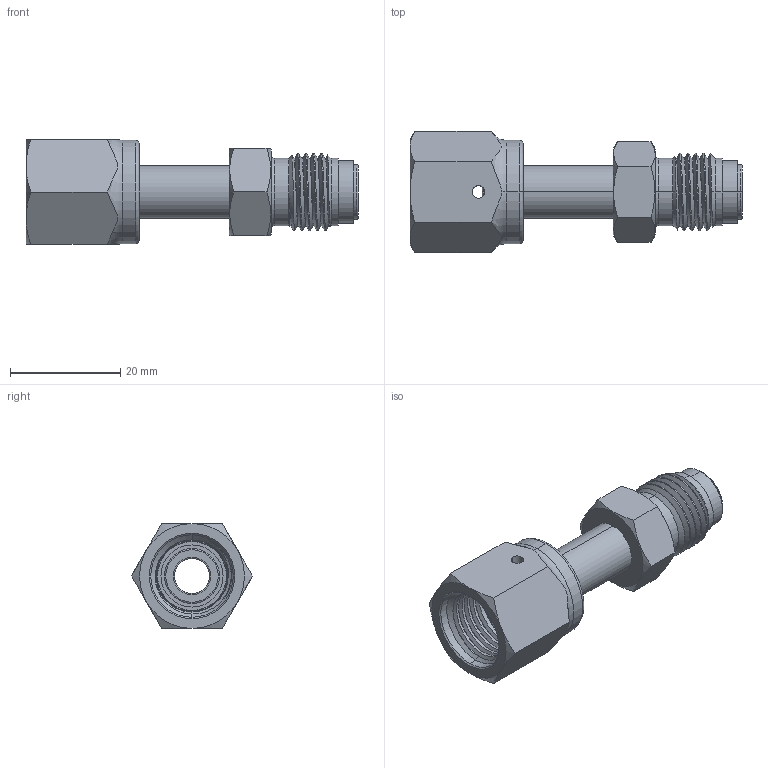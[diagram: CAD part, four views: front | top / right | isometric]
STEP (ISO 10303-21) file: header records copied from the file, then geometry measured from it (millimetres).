
FILE_DESCRIPTION (( 'STEP AP203' ), '1' );
FILE_NAME ('AD-44SS-MFSFFS.STEP', '2025-11-13T15:40:31', ( '' ), ( '' ), 'SwSTEP 2.0', 'SolidWorks 2018', '' );
FILE_SCHEMA (( 'CONFIG_CONTROL_DESIGN' ));
Length unit declared in the file: inch
Products named in the file (4): AD-44SS-MFSFFS; PRT-000383; PRT-001187; PRT-002999
Assembly tree (3 placements, depth 2):
  AD-44SS-MFSFFS
    PRT-002999
    PRT-000383
    PRT-001187
Bounding box: 60.33 x 22 x 19.05 mm (x, y, z)
Volume: 7326.3 mm3; surface area: 6583.3 mm2
Topology: 3 solids, 3 shells, 145 faces, 346 edges, 214 vertices
Faces by surface type: cylinder 62, cone 31, plane 27, torus 18, bspline 7
Entity records: 10832 total; most frequent: CARTESIAN_POINT 7177, ORIENTED_EDGE 692, DIRECTION 666, EDGE_CURVE 346, AXIS2_PLACEMENT_3D 279, VERTEX_POINT 214, EDGE_LOOP 162, FACE_OUTER_BOUND 145
